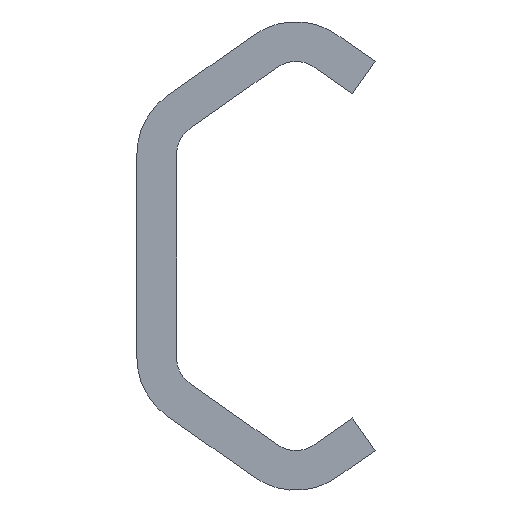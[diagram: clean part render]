
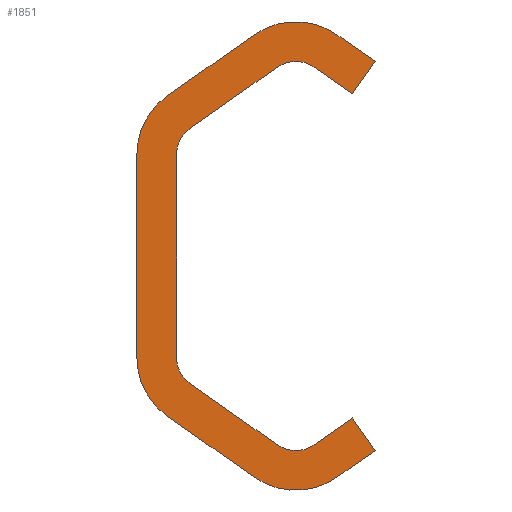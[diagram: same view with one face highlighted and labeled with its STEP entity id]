
A CAD part, left-side view. The second image highlights one B-rep face of the part: STEP entity #1851.
In plain terms, the highlighted planar face has unit normal (-1, 0, 0).
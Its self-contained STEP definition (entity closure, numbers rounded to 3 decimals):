
#1107=CARTESIAN_POINT('',(0.0,-5.0,12.246));
#1108=VERTEX_POINT('',#1107);
#1115=CARTESIAN_POINT('',(0.0,-3.567,10.2));
#1116=VERTEX_POINT('',#1115);
#1117=CARTESIAN_POINT('',(0.0,-5.0,12.246));
#1118=DIRECTION('',(0.0,0.574,-0.819));
#1119=VECTOR('',#1118,2.498);
#1120=LINE('',#1117,#1119);
#1121=EDGE_CURVE('',#1108,#1116,#1120,.T.);
#1145=CARTESIAN_POINT('',(0.0,-2.599,13.93));
#1146=VERTEX_POINT('',#1145);
#1153=CARTESIAN_POINT('',(0.0,-2.599,13.93));
#1154=DIRECTION('',(0.0,-0.819,-0.574));
#1155=VECTOR('',#1154,2.932);
#1156=LINE('',#1153,#1155);
#1157=EDGE_CURVE('',#1146,#1108,#1156,.T.);
#1177=CARTESIAN_POINT('',(0.0,2.596,13.932));
#1178=VERTEX_POINT('',#1177);
#1185=CARTESIAN_POINT('',(0.0,0.,10.222));
#1186=DIRECTION('',(1.0,0.0,0.0));
#1187=DIRECTION('',(0.0,0.573,0.819));
#1188=AXIS2_PLACEMENT_3D('',#1185,#1186,#1187);
#1189=CIRCLE('',#1188,4.528);
#1190=EDGE_CURVE('',#1178,#1146,#1189,.T.);
#1209=CARTESIAN_POINT('',(0.0,8.068,10.102));
#1210=VERTEX_POINT('',#1209);
#1217=CARTESIAN_POINT('',(0.0,8.068,10.102));
#1218=DIRECTION('',(0.0,-0.819,0.573));
#1219=VECTOR('',#1218,6.679);
#1220=LINE('',#1217,#1219);
#1221=EDGE_CURVE('',#1210,#1178,#1220,.T.);
#1241=CARTESIAN_POINT('',(0.0,10.0,6.392));
#1242=VERTEX_POINT('',#1241);
#1249=CARTESIAN_POINT('',(0.0,5.472,6.392));
#1250=DIRECTION('',(1.0,0.0,0.0));
#1251=DIRECTION('',(0.0,1.0,0.0));
#1252=AXIS2_PLACEMENT_3D('',#1249,#1250,#1251);
#1253=CIRCLE('',#1252,4.528);
#1254=EDGE_CURVE('',#1242,#1210,#1253,.T.);
#1273=CARTESIAN_POINT('',(0.0,10.0,-6.393));
#1274=VERTEX_POINT('',#1273);
#1281=CARTESIAN_POINT('',(0.0,10.0,-6.393));
#1282=DIRECTION('',(0.0,0.0,1.0));
#1283=VECTOR('',#1282,12.785);
#1284=LINE('',#1281,#1283);
#1285=EDGE_CURVE('',#1274,#1242,#1284,.T.);
#1353=CARTESIAN_POINT('',(0.0,8.069,-10.102));
#1354=VERTEX_POINT('',#1353);
#1361=CARTESIAN_POINT('',(0.0,5.472,-6.393));
#1362=DIRECTION('',(1.0,0.0,0.0));
#1363=DIRECTION('',(0.0,0.574,-0.819));
#1364=AXIS2_PLACEMENT_3D('',#1361,#1362,#1363);
#1365=CIRCLE('',#1364,4.528);
#1366=EDGE_CURVE('',#1354,#1274,#1365,.T.);
#1385=CARTESIAN_POINT('',(0.0,2.599,-13.932));
#1386=VERTEX_POINT('',#1385);
#1393=CARTESIAN_POINT('',(0.0,2.599,-13.932));
#1394=DIRECTION('',(0.0,0.819,0.574));
#1395=VECTOR('',#1394,6.678);
#1396=LINE('',#1393,#1395);
#1397=EDGE_CURVE('',#1386,#1354,#1396,.T.);
#1417=CARTESIAN_POINT('',(0.0,-2.598,-13.931));
#1418=VERTEX_POINT('',#1417);
#1425=CARTESIAN_POINT('',(0.0,0.002,-10.223));
#1426=DIRECTION('',(1.0,0.0,0.0));
#1427=DIRECTION('',(0.0,-0.574,-0.819));
#1428=AXIS2_PLACEMENT_3D('',#1425,#1426,#1427);
#1429=CIRCLE('',#1428,4.528);
#1430=EDGE_CURVE('',#1418,#1386,#1429,.T.);
#1449=CARTESIAN_POINT('',(0.0,-5.0,-12.246));
#1450=VERTEX_POINT('',#1449);
#1457=CARTESIAN_POINT('',(0.0,-5.0,-12.246));
#1458=DIRECTION('',(0.0,0.819,-0.574));
#1459=VECTOR('',#1458,2.934);
#1460=LINE('',#1457,#1459);
#1461=EDGE_CURVE('',#1450,#1418,#1460,.T.);
#1480=CARTESIAN_POINT('',(0.0,-3.567,-10.2));
#1481=VERTEX_POINT('',#1480);
#1488=CARTESIAN_POINT('',(0.0,-3.567,-10.2));
#1489=DIRECTION('',(0.0,-0.574,-0.819));
#1490=VECTOR('',#1489,2.498);
#1491=LINE('',#1488,#1490);
#1492=EDGE_CURVE('',#1481,#1450,#1491,.T.);
#1511=CARTESIAN_POINT('',(0.0,-1.163,-11.883));
#1512=VERTEX_POINT('',#1511);
#1519=CARTESIAN_POINT('',(0.0,-1.163,-11.883));
#1520=DIRECTION('',(0.0,-0.819,0.574));
#1521=VECTOR('',#1520,2.935);
#1522=LINE('',#1519,#1521);
#1523=EDGE_CURVE('',#1512,#1481,#1522,.T.);
#1543=CARTESIAN_POINT('',(0.0,1.163,-11.883));
#1544=VERTEX_POINT('',#1543);
#1551=CARTESIAN_POINT('',(0.0,0.,-10.222));
#1552=DIRECTION('',(-1.0,0.0,0.0));
#1553=DIRECTION('',(0.0,0.574,0.819));
#1554=AXIS2_PLACEMENT_3D('',#1551,#1552,#1553);
#1555=CIRCLE('',#1554,2.028);
#1556=EDGE_CURVE('',#1544,#1512,#1555,.T.);
#1575=CARTESIAN_POINT('',(0.0,6.635,-8.052));
#1576=VERTEX_POINT('',#1575);
#1583=CARTESIAN_POINT('',(0.0,6.635,-8.052));
#1584=DIRECTION('',(0.0,-0.819,-0.574));
#1585=VECTOR('',#1584,6.68);
#1586=LINE('',#1583,#1585);
#1587=EDGE_CURVE('',#1576,#1544,#1586,.T.);
#1607=CARTESIAN_POINT('',(0.0,7.5,-6.39));
#1608=VERTEX_POINT('',#1607);
#1615=CARTESIAN_POINT('',(0.0,5.472,-6.39));
#1616=DIRECTION('',(-1.0,0.0,0.0));
#1617=DIRECTION('',(0.0,-0.574,0.819));
#1618=AXIS2_PLACEMENT_3D('',#1615,#1616,#1617);
#1619=CIRCLE('',#1618,2.028);
#1620=EDGE_CURVE('',#1608,#1576,#1619,.T.);
#1639=CARTESIAN_POINT('',(0.0,7.5,6.39));
#1640=VERTEX_POINT('',#1639);
#1647=CARTESIAN_POINT('',(0.0,7.5,6.39));
#1648=DIRECTION('',(0.0,0.0,-1.0));
#1649=VECTOR('',#1648,12.781);
#1650=LINE('',#1647,#1649);
#1651=EDGE_CURVE('',#1640,#1608,#1650,.T.);
#1719=CARTESIAN_POINT('',(0.0,6.635,8.052));
#1720=VERTEX_POINT('',#1719);
#1727=CARTESIAN_POINT('',(0.0,5.472,6.39));
#1728=DIRECTION('',(-1.0,0.0,0.0));
#1729=DIRECTION('',(0.0,-1.0,0.0));
#1730=AXIS2_PLACEMENT_3D('',#1727,#1728,#1729);
#1731=CIRCLE('',#1730,2.028);
#1732=EDGE_CURVE('',#1720,#1640,#1731,.T.);
#1751=CARTESIAN_POINT('',(0.0,1.163,11.883));
#1752=VERTEX_POINT('',#1751);
#1759=CARTESIAN_POINT('',(0.0,1.163,11.883));
#1760=DIRECTION('',(0.0,0.819,-0.574));
#1761=VECTOR('',#1760,6.68);
#1762=LINE('',#1759,#1761);
#1763=EDGE_CURVE('',#1752,#1720,#1762,.T.);
#1783=CARTESIAN_POINT('',(0.0,-1.163,11.883));
#1784=VERTEX_POINT('',#1783);
#1791=CARTESIAN_POINT('',(0.0,0.,10.222));
#1792=DIRECTION('',(-1.0,0.0,0.0));
#1793=DIRECTION('',(0.0,-0.574,-0.819));
#1794=AXIS2_PLACEMENT_3D('',#1791,#1792,#1793);
#1795=CIRCLE('',#1794,2.028);
#1796=EDGE_CURVE('',#1784,#1752,#1795,.T.);
#1814=CARTESIAN_POINT('',(0.0,-3.567,10.2));
#1815=DIRECTION('',(0.0,0.819,0.574));
#1816=VECTOR('',#1815,2.935);
#1817=LINE('',#1814,#1816);
#1818=EDGE_CURVE('',#1116,#1784,#1817,.T.);
#1824=CARTESIAN_POINT('',(0.0,4.08,0.));
#1825=DIRECTION('',(1.0,0.0,0.0));
#1826=DIRECTION('',(0.0,0.0,-1.0));
#1827=AXIS2_PLACEMENT_3D('',#1824,#1825,#1826);
#1828=PLANE('',#1827);
#1829=ORIENTED_EDGE('',*,*,#1818,.F.);
#1830=ORIENTED_EDGE('',*,*,#1121,.F.);
#1831=ORIENTED_EDGE('',*,*,#1157,.F.);
#1832=ORIENTED_EDGE('',*,*,#1190,.F.);
#1833=ORIENTED_EDGE('',*,*,#1221,.F.);
#1834=ORIENTED_EDGE('',*,*,#1254,.F.);
#1835=ORIENTED_EDGE('',*,*,#1285,.F.);
#1836=ORIENTED_EDGE('',*,*,#1366,.F.);
#1837=ORIENTED_EDGE('',*,*,#1397,.F.);
#1838=ORIENTED_EDGE('',*,*,#1430,.F.);
#1839=ORIENTED_EDGE('',*,*,#1461,.F.);
#1840=ORIENTED_EDGE('',*,*,#1492,.F.);
#1841=ORIENTED_EDGE('',*,*,#1523,.F.);
#1842=ORIENTED_EDGE('',*,*,#1556,.F.);
#1843=ORIENTED_EDGE('',*,*,#1587,.F.);
#1844=ORIENTED_EDGE('',*,*,#1620,.F.);
#1845=ORIENTED_EDGE('',*,*,#1651,.F.);
#1846=ORIENTED_EDGE('',*,*,#1732,.F.);
#1847=ORIENTED_EDGE('',*,*,#1763,.F.);
#1848=ORIENTED_EDGE('',*,*,#1796,.F.);
#1849=EDGE_LOOP('',(#1829,#1830,#1831,#1832,#1833,#1834,#1835,#1836,#1837,#1838,#1839,#1840,#1841,#1842,#1843,#1844,#1845,#1846,#1847,#1848));
#1850=FACE_OUTER_BOUND('',#1849,.T.);
#1851=ADVANCED_FACE('',(#1850),#1828,.F.);
